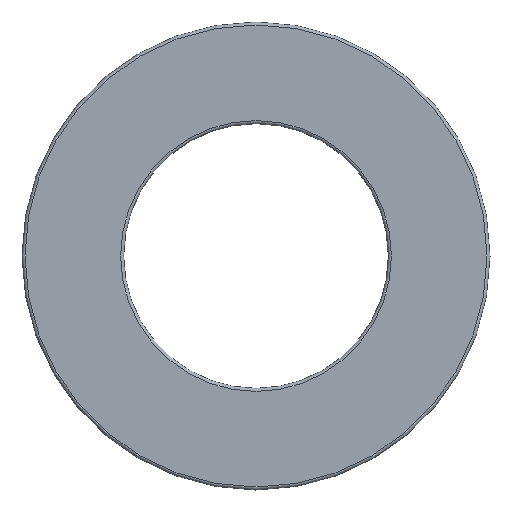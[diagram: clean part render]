
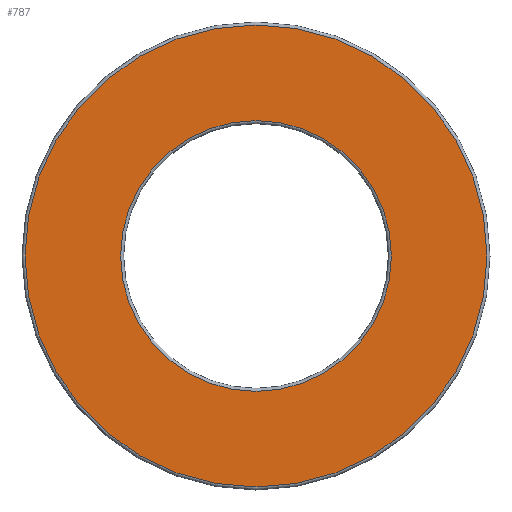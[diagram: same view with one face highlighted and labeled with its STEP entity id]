
A CAD part, left-side view. The second image highlights one B-rep face of the part: STEP entity #787.
In plain terms, the highlighted planar face has unit normal (-1, 0, 0).
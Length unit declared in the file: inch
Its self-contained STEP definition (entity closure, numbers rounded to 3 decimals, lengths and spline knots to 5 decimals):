
#29 = EDGE_CURVE ( 'NONE', #140, #140, #573, .T. ) ;
#47 = CARTESIAN_POINT ( 'NONE',  ( -0.406, 0., 0. ) ) ;
#119 = AXIS2_PLACEMENT_3D ( 'NONE', #1297, #855, #181 ) ;
#140 = VERTEX_POINT ( 'NONE', #336 ) ;
#181 = DIRECTION ( 'NONE',  ( 0., 0., 1. ) ) ;
#259 = AXIS2_PLACEMENT_3D ( 'NONE', #47, #1389, #1169 ) ;
#336 = CARTESIAN_POINT ( 'NONE',  ( -0.406, 0., 0.895 ) ) ;
#339 = AXIS2_PLACEMENT_3D ( 'NONE', #874, #1210, #1215 ) ;
#431 = CARTESIAN_POINT ( 'NONE',  ( -0.406, 0., 1.52688 ) ) ;
#436 = FACE_OUTER_BOUND ( 'NONE', #711, .T. ) ;
#573 = CIRCLE ( 'NONE', #259, 0.895 ) ;
#681 = EDGE_CURVE ( 'NONE', #1450, #1450, #1392, .T. ) ;
#711 = EDGE_LOOP ( 'NONE', ( #1328 ) ) ;
#787 = ADVANCED_FACE ( 'NONE', ( #1409, #436 ), #1327, .F. ) ;
#855 = DIRECTION ( 'NONE',  ( -1., 0., 0. ) ) ;
#874 = CARTESIAN_POINT ( 'NONE',  ( -0.406, 0., 0. ) ) ;
#1046 = ORIENTED_EDGE ( 'NONE', *, *, #29, .F. ) ;
#1169 = DIRECTION ( 'NONE',  ( 0., 0., 1. ) ) ;
#1210 = DIRECTION ( 'NONE',  ( 1., 0., 0. ) ) ;
#1215 = DIRECTION ( 'NONE',  ( 0., 0., -1. ) ) ;
#1292 = EDGE_LOOP ( 'NONE', ( #1046 ) ) ;
#1297 = CARTESIAN_POINT ( 'NONE',  ( -0.406, 0., 0. ) ) ;
#1327 = PLANE ( 'NONE',  #339 ) ;
#1328 = ORIENTED_EDGE ( 'NONE', *, *, #681, .T. ) ;
#1389 = DIRECTION ( 'NONE',  ( -1., 0., 0. ) ) ;
#1392 = CIRCLE ( 'NONE', #119, 1.52688 ) ;
#1409 = FACE_BOUND ( 'NONE', #1292, .T. ) ;
#1450 = VERTEX_POINT ( 'NONE', #431 ) ;
